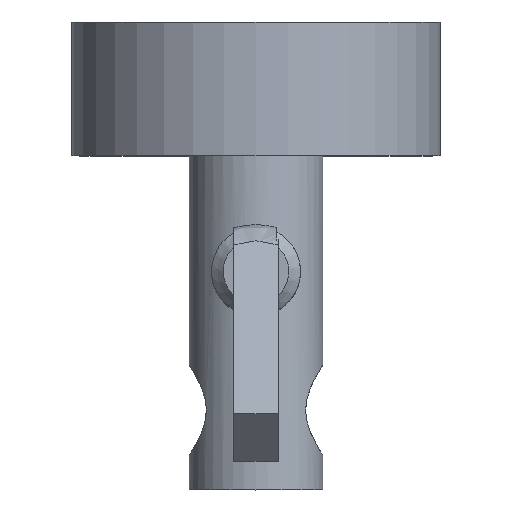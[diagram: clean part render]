
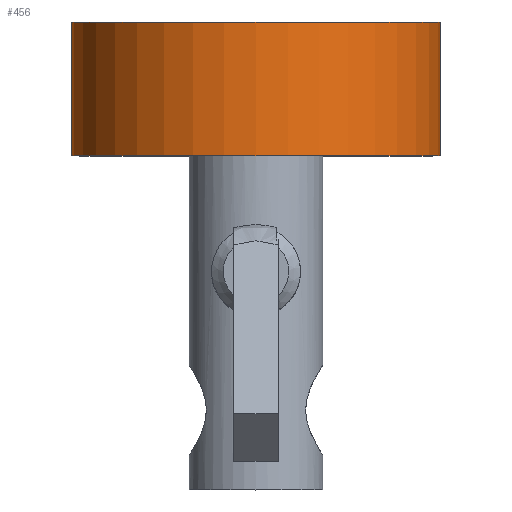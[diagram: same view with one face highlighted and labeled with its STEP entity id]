
A CAD part, top view. The second image highlights one B-rep face of the part: STEP entity #456.
In plain terms, the highlighted cylindrical face has radius 10.519 mm (diameter 21.037 mm), a full revolution.
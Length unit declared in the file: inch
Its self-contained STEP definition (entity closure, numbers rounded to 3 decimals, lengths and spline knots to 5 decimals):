
#87=FACE_OUTER_BOUND('',#120,.T.);
#120=EDGE_LOOP('',(#416,#417,#418,#419));
#153=LINE('',#1086,#182);
#182=VECTOR('',#640,0.36412);
#198=CIRCLE('',#519,0.41412);
#200=CIRCLE('',#523,0.41412);
#238=VERTEX_POINT('',#1078);
#240=VERTEX_POINT('',#1085);
#297=EDGE_CURVE('',#238,#238,#198,.F.);
#300=EDGE_CURVE('',#238,#240,#153,.T.);
#301=EDGE_CURVE('',#240,#240,#200,.F.);
#416=ORIENTED_EDGE('',*,*,#297,.F.);
#417=ORIENTED_EDGE('',*,*,#300,.T.);
#418=ORIENTED_EDGE('',*,*,#301,.T.);
#419=ORIENTED_EDGE('',*,*,#300,.F.);
#431=CYLINDRICAL_SURFACE('',#522,0.41412);
#456=ADVANCED_FACE('',(#87),#431,.T.);
#519=AXIS2_PLACEMENT_3D('',#1079,#631,#632);
#522=AXIS2_PLACEMENT_3D('',#1084,#638,#639);
#523=AXIS2_PLACEMENT_3D('',#1087,#641,#642);
#631=DIRECTION('center_axis',(0.,-1.,0.));
#632=DIRECTION('ref_axis',(-1.,0.,0.));
#638=DIRECTION('center_axis',(0.,1.,0.));
#639=DIRECTION('ref_axis',(-1.,0.,0.));
#640=DIRECTION('',(0.,-1.,0.));
#641=DIRECTION('center_axis',(0.,-1.,0.));
#642=DIRECTION('ref_axis',(-1.,0.,0.));
#1078=CARTESIAN_POINT('',(0.41412,0.25,0.));
#1079=CARTESIAN_POINT('Origin',(0.,0.25,0.));
#1084=CARTESIAN_POINT('Origin',(0.,0.,0.));
#1085=CARTESIAN_POINT('',(0.41412,-0.05,0.));
#1086=CARTESIAN_POINT('',(0.41412,0.,0.));
#1087=CARTESIAN_POINT('Origin',(0.,-0.05,0.));
